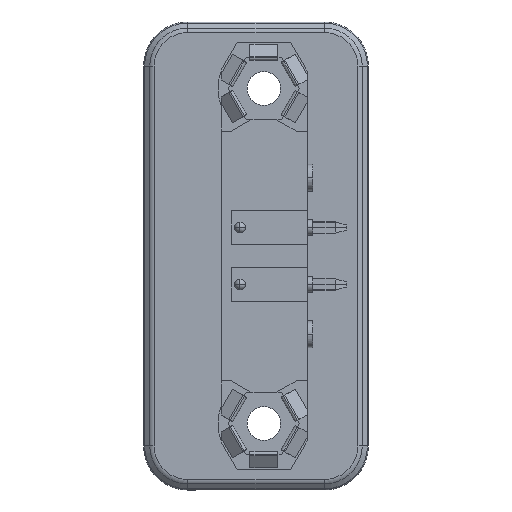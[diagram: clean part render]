
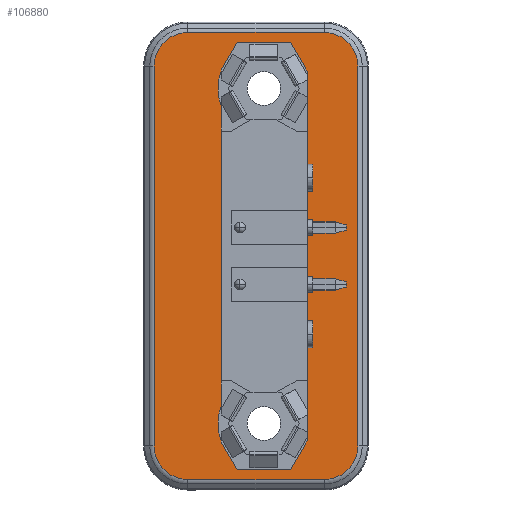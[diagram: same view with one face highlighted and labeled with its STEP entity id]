
A CAD part, left-side view. The second image highlights one B-rep face of the part: STEP entity #106880.
In plain terms, the highlighted planar face has unit normal (-1, 0, 0).
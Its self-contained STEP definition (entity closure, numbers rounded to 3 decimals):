
#7860=CARTESIAN_POINT('',(42.627,0.,-21.63));
#7870=DIRECTION('',(0.,-1.,0.));
#7880=VECTOR('',#7870,1.);
#7890=LINE('',#7860,#7880);
#7900=CARTESIAN_POINT('',(42.627,44.027,
-21.63));
#7910=VERTEX_POINT('',#7900);
#7920=CARTESIAN_POINT('',(42.627,39.258,
-21.63));
#7930=VERTEX_POINT('',#7920);
#7940=EDGE_CURVE('',#7910,#7930,#7890,.T.);
#32840=CARTESIAN_POINT('',(42.627,44.027,
16.55));
#32850=VERTEX_POINT('',#32840);
#32930=CARTESIAN_POINT('',(42.627,45.443,
14.098));
#32940=VERTEX_POINT('',#32930);
#32970=CARTESIAN_POINT('',(42.627,53.582,0.));
#32980=DIRECTION('',(0.,0.5,-0.866));
#32990=VECTOR('',#32980,1.);
#33000=LINE('',#32970,#32990);
#33010=EDGE_CURVE('',#32850,#32940,#33000,.T.);
#33190=CARTESIAN_POINT('',(42.627,45.443,
13.959));
#33200=VERTEX_POINT('',#33190);
#33230=CARTESIAN_POINT('',(42.627,45.443,0.));
#33240=DIRECTION('',(0.,0.,-1.));
#33250=VECTOR('',#33240,1.);
#33260=LINE('',#33230,#33250);
#33270=EDGE_CURVE('',#32940,#33200,#33260,.T.);
#33500=CARTESIAN_POINT('',(42.627,45.443,
10.881));
#33510=VERTEX_POINT('',#33500);
#33540=CARTESIAN_POINT('',(42.627,41.643,12.42));
#33550=DIRECTION('',(-1.,0.,0.));
#33560=DIRECTION('',(0.,0.,1.));
#33570=AXIS2_PLACEMENT_3D('',#33540,#33550,#33560);
#33580=CIRCLE('',#33570,4.1);
#33590=EDGE_CURVE('',#33200,#33510,#33580,.T.);
#33760=CARTESIAN_POINT('',(42.627,36.243,14.42));
#33770=DIRECTION('',(1.,0.,0.));
#33780=DIRECTION('',(0.,-1.,0.));
#33790=AXIS2_PLACEMENT_3D('',#33760,#33770,#33780);
#33800=CIRCLE('',#33790,3.);
#33810=CARTESIAN_POINT('',(42.627,36.243,17.42));
#33820=VERTEX_POINT('',#33810);
#33830=CARTESIAN_POINT('',(42.627,33.243,14.42));
#33840=VERTEX_POINT('',#33830);
#33850=EDGE_CURVE('',#33820,#33840,#33800,.T.);
#34650=CARTESIAN_POINT('',(42.627,37.773,
13.977));
#34660=VERTEX_POINT('',#34650);
#34740=CARTESIAN_POINT('',(42.627,39.258,
16.55));
#34750=VERTEX_POINT('',#34740);
#34780=CARTESIAN_POINT('',(42.627,29.703,0.));
#34790=DIRECTION('',(0.,0.5,0.866));
#34800=VECTOR('',#34790,1.);
#34810=LINE('',#34780,#34800);
#34820=EDGE_CURVE('',#34660,#34750,#34810,.T.);
#45470=CARTESIAN_POINT('',(42.627,45.443,
-15.961));
#45480=VERTEX_POINT('',#45470);
#45510=CARTESIAN_POINT('',(42.627,45.443,0.));
#45520=DIRECTION('',(0.,0.,-1.));
#45530=VECTOR('',#45520,1.);
#45540=LINE('',#45510,#45530);
#45550=EDGE_CURVE('',#33510,#45480,#45540,.T.);
#47400=CARTESIAN_POINT('',(42.627,0.,17.42));
#47410=DIRECTION('',(0.,-1.,0.));
#47420=VECTOR('',#47410,1.);
#47430=LINE('',#47400,#47420);
#47440=CARTESIAN_POINT('',(42.627,48.443,17.42));
#47450=VERTEX_POINT('',#47440);
#47460=EDGE_CURVE('',#47450,#33820,#47430,.T.);
#47710=CARTESIAN_POINT('',(42.627,48.443,14.42));
#47720=DIRECTION('',(1.,0.,0.));
#47730=DIRECTION('',(0.,-1.,0.));
#47740=AXIS2_PLACEMENT_3D('',#47710,#47720,#47730);
#47750=CIRCLE('',#47740,3.);
#47760=CARTESIAN_POINT('',(42.627,51.443,14.42));
#47770=VERTEX_POINT('',#47760);
#47780=EDGE_CURVE('',#47770,#47450,#47750,.T.);
#57240=CARTESIAN_POINT('',(42.627,56.515,0.));
#57250=DIRECTION('',(0.,-0.5,-0.866));
#57260=VECTOR('',#57250,1.);
#57270=LINE('',#57240,#57260);
#57280=CARTESIAN_POINT('',(42.627,45.443,
-19.178));
#57290=VERTEX_POINT('',#57280);
#57300=EDGE_CURVE('',#57290,#7910,#57270,.T.);
#61660=CARTESIAN_POINT('',(42.627,0.,16.55));
#61670=DIRECTION('',(0.,1.,0.));
#61680=VECTOR('',#61670,1.);
#61690=LINE('',#61660,#61680);
#61700=EDGE_CURVE('',#34750,#32850,#61690,.T.);
#67800=CARTESIAN_POINT('',(42.627,26.77,0.));
#67810=DIRECTION('',(0.,-0.5,0.866));
#67820=VECTOR('',#67810,1.);
#67830=LINE('',#67800,#67820);
#67840=CARTESIAN_POINT('',(42.627,37.773,
-19.057));
#67850=VERTEX_POINT('',#67840);
#67860=EDGE_CURVE('',#7930,#67850,#67830,.T.);
#82070=CARTESIAN_POINT('',(42.627,36.243,-22.5));
#82080=VERTEX_POINT('',#82070);
#82250=CARTESIAN_POINT('',(42.627,48.443,-22.5));
#82260=VERTEX_POINT('',#82250);
#82290=CARTESIAN_POINT('',(42.627,0.,-22.5));
#82300=DIRECTION('',(0.,-1.,0.));
#82310=VECTOR('',#82300,1.);
#82320=LINE('',#82290,#82310);
#82330=EDGE_CURVE('',#82260,#82080,#82320,.T.);
#101050=CARTESIAN_POINT('',(42.627,51.443,0.));
#101060=DIRECTION('',(0.,0.,1.));
#101070=VECTOR('',#101060,1.);
#101080=LINE('',#101050,#101070);
#101090=CARTESIAN_POINT('',(42.627,51.443,-19.5));
#101100=VERTEX_POINT('',#101090);
#101110=EDGE_CURVE('',#101100,#47770,#101080,.T.);
#101500=CARTESIAN_POINT('',(42.627,48.443,-19.5));
#101510=DIRECTION('',(-1.,0.,0.));
#101520=DIRECTION('',(0.,-1.,0.));
#101530=AXIS2_PLACEMENT_3D('',#101500,#101510,#101520);
#101540=CIRCLE('',#101530,3.);
#101550=EDGE_CURVE('',#101100,#82260,#101540,.T.);
#103800=CARTESIAN_POINT('',(42.627,33.243,-19.5));
#103810=VERTEX_POINT('',#103800);
#103860=CARTESIAN_POINT('',(42.627,36.243,-19.5));
#103870=DIRECTION('',(-1.,0.,0.));
#103880=DIRECTION('',(0.,-1.,0.));
#103890=AXIS2_PLACEMENT_3D('',#103860,#103870,#103880);
#103900=CIRCLE('',#103890,3.);
#103910=EDGE_CURVE('',#82080,#103810,#103900,.T.);
#105930=CARTESIAN_POINT('',(42.627,45.443,0.));
#105940=DIRECTION('',(0.,0.,-1.));
#105950=VECTOR('',#105940,1.);
#105960=LINE('',#105930,#105950);
#105970=CARTESIAN_POINT('',(42.627,45.443,
-19.039));
#105980=VERTEX_POINT('',#105970);
#105990=EDGE_CURVE('',#105980,#57290,#105960,.T.);
#106430=CARTESIAN_POINT('',(42.627,45.743,-6.595));
#106440=DIRECTION('',(-1.,0.,0.));
#106450=DIRECTION('',(0.,1.,0.));
#106460=AXIS2_PLACEMENT_3D('',#106430,#106440,#106450);
#106470=PLANE('',#106460);
#106480=ORIENTED_EDGE('',*,*,#103910,.T.);
#106490=ORIENTED_EDGE('',*,*,#82330,.T.);
#106500=ORIENTED_EDGE('',*,*,#101550,.T.);
#106510=ORIENTED_EDGE('',*,*,#101110,.F.);
#106520=ORIENTED_EDGE('',*,*,#47780,.F.);
#106530=ORIENTED_EDGE('',*,*,#47460,.F.);
#106540=ORIENTED_EDGE('',*,*,#33850,.F.);
#106550=CARTESIAN_POINT('',(42.627,33.243,-6.595));
#106560=DIRECTION('',(0.,0.,-1.));
#106570=VECTOR('',#106560,1.);
#106580=LINE('',#106550,#106570);
#106590=EDGE_CURVE('',#33840,#103810,#106580,.T.);
#106600=ORIENTED_EDGE('',*,*,#106590,.F.);
#106610=EDGE_LOOP('',(#106600,#106540,#106530,#106520,#106510,#106500,
#106490,#106480));
#106620=FACE_OUTER_BOUND('',#106610,.T.);
#106630=ORIENTED_EDGE('',*,*,#34820,.F.);
#106640=ORIENTED_EDGE('',*,*,#61700,.F.);
#106650=ORIENTED_EDGE('',*,*,#33010,.F.);
#106660=ORIENTED_EDGE('',*,*,#33270,.F.);
#106670=ORIENTED_EDGE('',*,*,#33590,.F.);
#106680=ORIENTED_EDGE('',*,*,#45550,.F.);
#106690=CARTESIAN_POINT('',(42.627,41.643,-17.5));
#106700=DIRECTION('',(1.,0.,0.));
#106710=DIRECTION('',(0.,0.,-1.));
#106720=AXIS2_PLACEMENT_3D('',#106690,#106700,#106710);
#106730=CIRCLE('',#106720,4.1);
#106740=EDGE_CURVE('',#105980,#45480,#106730,.T.);
#106750=ORIENTED_EDGE('',*,*,#106740,.T.);
#106760=ORIENTED_EDGE('',*,*,#105990,.F.);
#106770=ORIENTED_EDGE('',*,*,#57300,.F.);
#106780=ORIENTED_EDGE('',*,*,#7940,.F.);
#106790=ORIENTED_EDGE('',*,*,#67860,.F.);
#106800=CARTESIAN_POINT('',(42.627,37.773,0.));
#106810=DIRECTION('',(0.,0.,1.));
#106820=VECTOR('',#106810,1.);
#106830=LINE('',#106800,#106820);
#106840=EDGE_CURVE('',#67850,#34660,#106830,.T.);
#106850=ORIENTED_EDGE('',*,*,#106840,.F.);
#106860=EDGE_LOOP('',(#106850,#106790,#106780,#106770,#106760,#106750,
#106680,#106670,#106660,#106650,#106640,#106630));
#106870=FACE_BOUND('',#106860,.T.);
#106880=ADVANCED_FACE('',(#106620,#106870),#106470,.T.);
